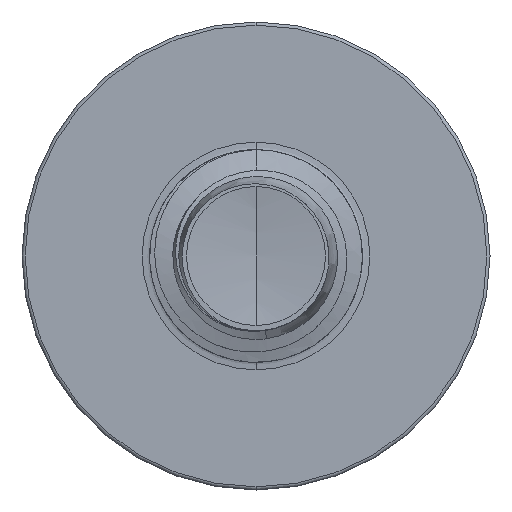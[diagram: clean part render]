
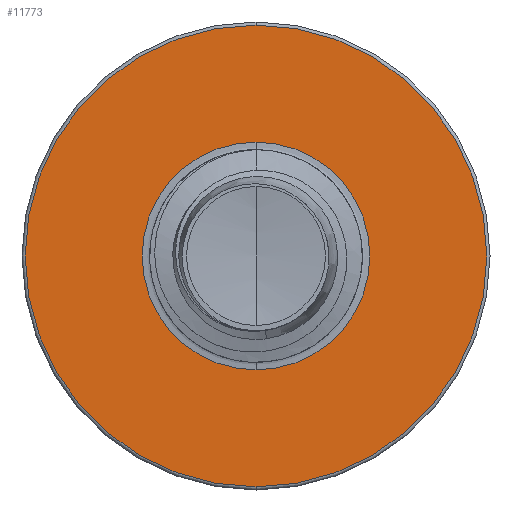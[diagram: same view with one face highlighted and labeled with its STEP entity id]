
A CAD part, front view. The second image highlights one B-rep face of the part: STEP entity #11773.
In plain terms, the highlighted planar face has unit normal (0, -1, 0).
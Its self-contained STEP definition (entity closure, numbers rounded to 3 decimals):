
#1118 = EDGE_LOOP ( 'NONE', ( #5036, #20516 ) ) ;
#2185 = AXIS2_PLACEMENT_3D ( 'NONE', #2960, #2954, #2933 ) ;
#2933 = DIRECTION ( 'NONE',  ( 0., 0., 1. ) ) ;
#2954 = DIRECTION ( 'NONE',  ( 0., 1., 0. ) ) ;
#2960 = CARTESIAN_POINT ( 'NONE',  ( 0., 10., 0. ) ) ;
#3129 = CARTESIAN_POINT ( 'NONE',  ( 0., 10., 0. ) ) ;
#4337 = AXIS2_PLACEMENT_3D ( 'NONE', #9442, #9316, #9279 ) ;
#4621 = FACE_OUTER_BOUND ( 'NONE', #7970, .T. ) ;
#4645 = AXIS2_PLACEMENT_3D ( 'NONE', #10027, #19767, #11968 ) ;
#5036 = ORIENTED_EDGE ( 'NONE', *, *, #19346, .T. ) ;
#5479 = ORIENTED_EDGE ( 'NONE', *, *, #15973, .F. ) ;
#5538 = DIRECTION ( 'NONE',  ( 0., 0., 1. ) ) ;
#7970 = EDGE_LOOP ( 'NONE', ( #5479, #17973 ) ) ;
#9160 = CARTESIAN_POINT ( 'NONE',  ( 0., 10., 2.677 ) ) ;
#9243 = CIRCLE ( 'NONE', #16825, 5.425 ) ;
#9279 = DIRECTION ( 'NONE',  ( 0., 0., 1. ) ) ;
#9316 = DIRECTION ( 'NONE',  ( 0., 1., 0. ) ) ;
#9348 = PLANE ( 'NONE',  #4337 ) ;
#9442 = CARTESIAN_POINT ( 'NONE',  ( 0., 10., -2.677 ) ) ;
#9568 = CIRCLE ( 'NONE', #4645, 5.425 ) ;
#10027 = CARTESIAN_POINT ( 'NONE',  ( 0., 10., 0. ) ) ;
#10354 = CARTESIAN_POINT ( 'NONE',  ( 0., 10., 5.425 ) ) ;
#11773 = ADVANCED_FACE ( 'NONE', ( #4621, #14014 ), #9348, .F. ) ;
#11968 = DIRECTION ( 'NONE',  ( 0., 0., 1. ) ) ;
#11993 = CARTESIAN_POINT ( 'NONE',  ( 0., 10., -2.677 ) ) ;
#13783 = CIRCLE ( 'NONE', #2185, 2.677 ) ;
#14014 = FACE_BOUND ( 'NONE', #1118, .T. ) ;
#14531 = EDGE_CURVE ( 'NONE', #19206, #16121, #13783, .T. ) ;
#15145 = CARTESIAN_POINT ( 'NONE',  ( 0., 10., -5.425 ) ) ;
#15973 = EDGE_CURVE ( 'NONE', #18067, #18001, #9243, .T. ) ;
#16121 = VERTEX_POINT ( 'NONE', #9160 ) ;
#16241 = DIRECTION ( 'NONE',  ( 0., 1., 0. ) ) ;
#16825 = AXIS2_PLACEMENT_3D ( 'NONE', #20852, #20559, #20426 ) ;
#17189 = CIRCLE ( 'NONE', #22285, 2.677 ) ;
#17973 = ORIENTED_EDGE ( 'NONE', *, *, #19398, .F. ) ;
#18001 = VERTEX_POINT ( 'NONE', #15145 ) ;
#18067 = VERTEX_POINT ( 'NONE', #10354 ) ;
#19206 = VERTEX_POINT ( 'NONE', #11993 ) ;
#19346 = EDGE_CURVE ( 'NONE', #16121, #19206, #17189, .T. ) ;
#19398 = EDGE_CURVE ( 'NONE', #18001, #18067, #9568, .T. ) ;
#19767 = DIRECTION ( 'NONE',  ( 0., 1., 0. ) ) ;
#20426 = DIRECTION ( 'NONE',  ( 0., 0., 1. ) ) ;
#20516 = ORIENTED_EDGE ( 'NONE', *, *, #14531, .T. ) ;
#20559 = DIRECTION ( 'NONE',  ( 0., 1., 0. ) ) ;
#20852 = CARTESIAN_POINT ( 'NONE',  ( 0., 10., 0. ) ) ;
#22285 = AXIS2_PLACEMENT_3D ( 'NONE', #3129, #16241, #5538 ) ;
